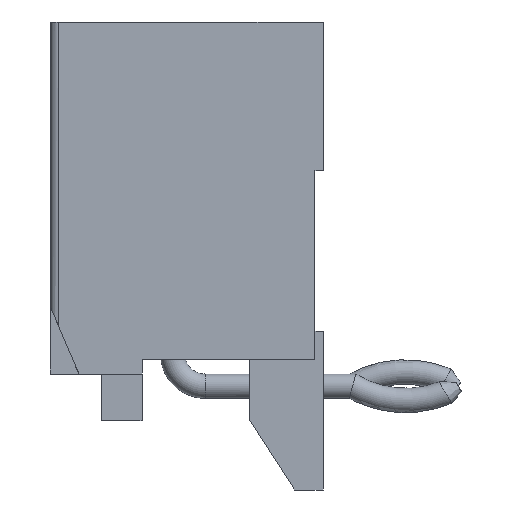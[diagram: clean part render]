
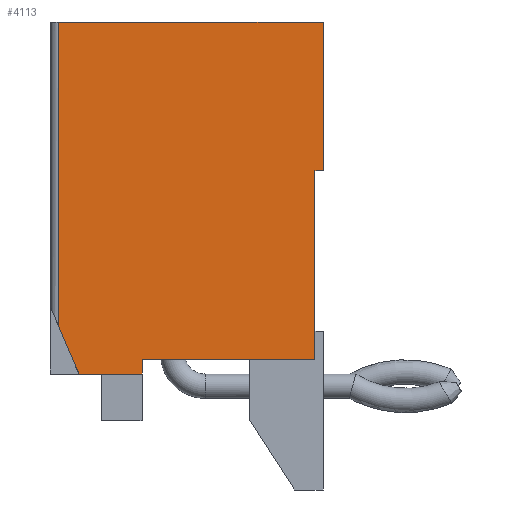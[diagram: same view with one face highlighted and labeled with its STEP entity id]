
A CAD part, left-side view. The second image highlights one B-rep face of the part: STEP entity #4113.
In plain terms, the highlighted planar face has unit normal (-1, 0, 0).
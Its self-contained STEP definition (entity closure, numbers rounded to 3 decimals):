
#33=DIRECTION('',(0.,-1.,0.));
#34=VECTOR('',#33,1.55);
#35=CARTESIAN_POINT('',(-6.2,2.65,-4.325));
#36=LINE('',#35,#34);
#227=DIRECTION('',(0.,-1.,0.));
#228=VECTOR('',#227,6.5);
#229=CARTESIAN_POINT('',(-6.2,3.15,4.325));
#230=LINE('',#229,#228);
#295=DIRECTION('',(0.,0.,-1.));
#296=VECTOR('',#295,7.471);
#297=CARTESIAN_POINT('',(-6.2,3.15,4.325));
#298=LINE('',#297,#296);
#318=DIRECTION('',(0.,1.,0.));
#319=VECTOR('',#318,0.2);
#320=CARTESIAN_POINT('',(-6.2,-3.35,0.675));
#321=LINE('',#320,#319);
#322=DIRECTION('',(0.,0.,1.));
#323=VECTOR('',#322,4.65);
#324=CARTESIAN_POINT('',(-6.2,-3.15,-3.975));
#325=LINE('',#324,#323);
#326=DIRECTION('',(0.,-1.,0.));
#327=VECTOR('',#326,4.25);
#328=CARTESIAN_POINT('',(-6.2,1.1,-3.975));
#329=LINE('',#328,#327);
#330=DIRECTION('',(0.,0.,1.));
#331=VECTOR('',#330,0.35);
#332=CARTESIAN_POINT('',(-6.2,1.1,-4.325));
#333=LINE('',#332,#331);
#334=DIRECTION('',(0.,-0.391,-0.921));
#335=VECTOR('',#334,1.28);
#336=CARTESIAN_POINT('',(-6.2,3.15,-3.146));
#337=LINE('',#336,#335);
#346=DIRECTION('',(0.,0.,1.));
#347=VECTOR('',#346,3.65);
#348=CARTESIAN_POINT('',(-6.2,-3.35,0.675));
#349=LINE('',#348,#347);
#3010=CARTESIAN_POINT('',(-6.2,-3.35,0.675));
#3011=CARTESIAN_POINT('',(-6.2,-3.15,0.675));
#3012=VERTEX_POINT('',#3010);
#3013=VERTEX_POINT('',#3011);
#3014=CARTESIAN_POINT('',(-6.2,-3.15,-3.975));
#3015=VERTEX_POINT('',#3014);
#3022=CARTESIAN_POINT('',(-6.2,-3.35,4.325));
#3023=VERTEX_POINT('',#3022);
#3106=CARTESIAN_POINT('',(-6.2,1.1,-4.325));
#3107=CARTESIAN_POINT('',(-6.2,1.1,-3.975));
#3108=VERTEX_POINT('',#3106);
#3109=VERTEX_POINT('',#3107);
#3294=CARTESIAN_POINT('',(-6.2,3.15,4.325));
#3295=VERTEX_POINT('',#3294);
#3582=CARTESIAN_POINT('',(-6.2,3.15,-3.146));
#3583=VERTEX_POINT('',#3582);
#3770=CARTESIAN_POINT('',(-6.2,2.65,-4.325));
#3771=VERTEX_POINT('',#3770);
#4092=CARTESIAN_POINT('',(-6.2,3.35,-4.325));
#4093=DIRECTION('',(-1.,0.,0.));
#4094=DIRECTION('',(0.,-1.,0.));
#4095=AXIS2_PLACEMENT_3D('',#4092,#4093,#4094);
#4096=PLANE('',#4095);
#4097=ORIENTED_EDGE('',*,*,#3964,.T.);
#4099=ORIENTED_EDGE('',*,*,#4098,.F.);
#4101=ORIENTED_EDGE('',*,*,#4100,.T.);
#4103=ORIENTED_EDGE('',*,*,#4102,.F.);
#4105=ORIENTED_EDGE('',*,*,#4104,.F.);
#4107=ORIENTED_EDGE('',*,*,#4106,.F.);
#4108=ORIENTED_EDGE('',*,*,#3799,.F.);
#4109=ORIENTED_EDGE('',*,*,#4071,.F.);
#4110=ORIENTED_EDGE('',*,*,#4084,.F.);
#4111=EDGE_LOOP('',(#4097,#4099,#4101,#4103,#4105,#4107,#4108,#4109,#4110));
#4112=FACE_OUTER_BOUND('',#4111,.F.);
#4113=ADVANCED_FACE('',(#4112),#4096,.T.);
#3799=EDGE_CURVE('',#3771,#3108,#36,.T.);
#3964=EDGE_CURVE('',#3295,#3023,#230,.T.);
#4071=EDGE_CURVE('',#3583,#3771,#337,.T.);
#4084=EDGE_CURVE('',#3295,#3583,#298,.T.);
#4098=EDGE_CURVE('',#3012,#3023,#349,.T.);
#4100=EDGE_CURVE('',#3012,#3013,#321,.T.);
#4102=EDGE_CURVE('',#3015,#3013,#325,.T.);
#4104=EDGE_CURVE('',#3109,#3015,#329,.T.);
#4106=EDGE_CURVE('',#3108,#3109,#333,.T.);
